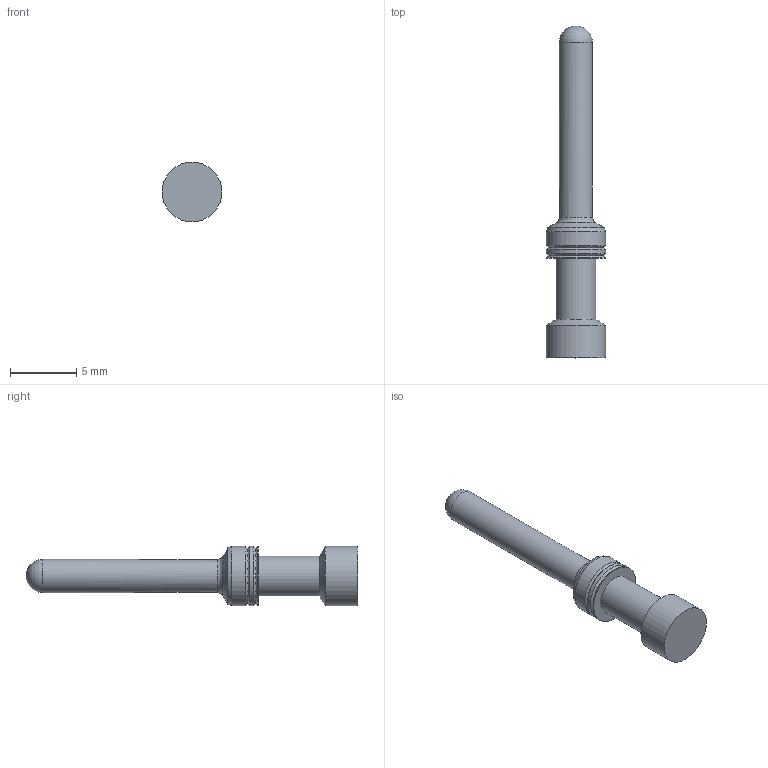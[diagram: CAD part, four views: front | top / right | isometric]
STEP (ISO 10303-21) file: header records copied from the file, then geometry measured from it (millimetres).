
FILE_DESCRIPTION(/* description */ (''),/* implementation_level */ '2;1');
FILE_NAME(/* name */ 'n 01 025 0037 x.stp',/* time_stamp */ '2018-09-25T11:22:55+02:00',/* author */ (''),/* organization */ (''),/* preprocessor_version */ 'ST-DEVELOPER v16',/* originating_system */ 'SIEMENS PLM Software NX 11.0',/* authorisation */ '');
FILE_SCHEMA (('AUTOMOTIVE_DESIGN { 1 0 10303 214 3 1 1 1 }'));
Length unit declared in the file: millimetre
Products named in the file (1): n 01 025 0037nxm001-03
Bounding box: 4.5 x 25 x 4.5 mm (x, y, z)
Volume: 186.6 mm3; surface area: 274.1 mm2
Topology: 1 solids, 1 shells, 17 faces, 33 edges, 18 vertices
Faces by surface type: cone 7, cylinder 6, plane 2, bspline 1, sphere 1
Full cylindrical faces by diameter (mm): 2.48 x1, 3 x1, 4.5 x4
Entity records: 505 total; most frequent: CARTESIAN_POINT 80, DIRECTION 64, FACE_BOUND 32, EDGE_LOOP 32, ORIENTED_EDGE 32, AXIS2_PLACEMENT_3D 32, PRESENTATION_STYLE_ASSIGNMENT 18, SURFACE_STYLE_USAGE 18
